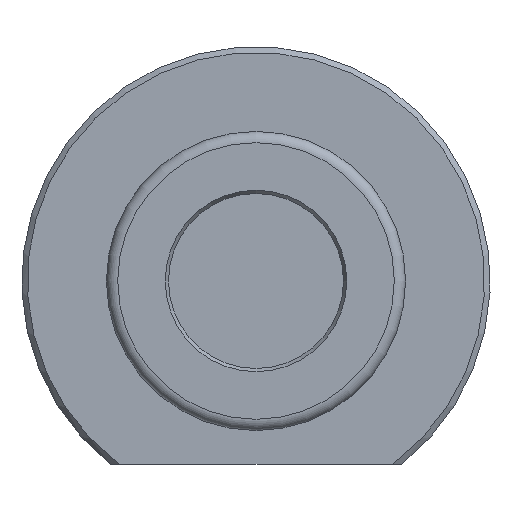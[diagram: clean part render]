
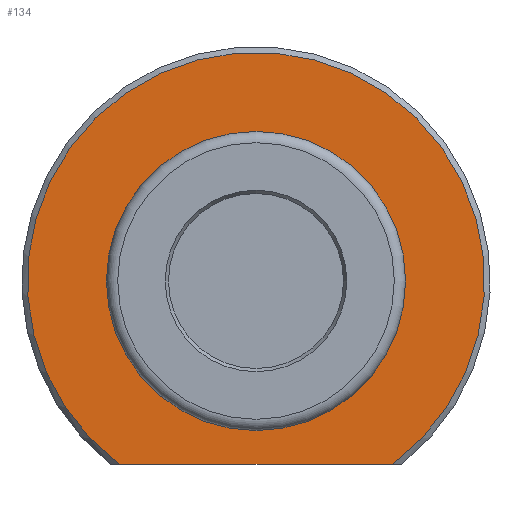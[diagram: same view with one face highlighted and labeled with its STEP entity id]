
A CAD part, left-side view. The second image highlights one B-rep face of the part: STEP entity #134.
In plain terms, the highlighted planar face has unit normal (-1, 0, 0).
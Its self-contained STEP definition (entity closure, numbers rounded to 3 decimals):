
#134 = ADVANCED_FACE( '', ( #364, #365 ), #366, .T. );
#364 = FACE_OUTER_BOUND( '', #720, .T. );
#365 = FACE_BOUND( '', #721, .T. );
#366 = PLANE( '', #722 );
#720 = EDGE_LOOP( '', ( #1079, #1080 ) );
#721 = EDGE_LOOP( '', ( #1081 ) );
#722 = AXIS2_PLACEMENT_3D( '', #1082, #1083, #1084 );
#1079 = ORIENTED_EDGE( '', *, *, #1952, .F. );
#1080 = ORIENTED_EDGE( '', *, *, #1953, .T. );
#1081 = ORIENTED_EDGE( '', *, *, #1954, .F. );
#1082 = CARTESIAN_POINT( '', ( -41.5, 0., 0. ) );
#1083 = DIRECTION( '', ( -1., 0., 0. ) );
#1084 = DIRECTION( '', ( 0., -1., 0. ) );
#1952 = EDGE_CURVE( '', #2298, #2299, #2300, .T. );
#1953 = EDGE_CURVE( '', #2298, #2299, #2301, .T. );
#1954 = EDGE_CURVE( '', #2302, #2302, #2303, .T. );
#2298 = VERTEX_POINT( '', #2801 );
#2299 = VERTEX_POINT( '', #2802 );
#2300 = LINE( '', #2803, #2804 );
#2301 = CIRCLE( '', #2805, 40.5 );
#2302 = VERTEX_POINT( '', #2806 );
#2303 = CIRCLE( '', #2807, 25. );
#2801 = CARTESIAN_POINT( '', ( -41.5, -24.166, -32.5 ) );
#2802 = CARTESIAN_POINT( '', ( -41.5, 24.166, -32.5 ) );
#2803 = CARTESIAN_POINT( '', ( -41.5, 0., -32.5 ) );
#2804 = VECTOR( '', #3742, 1000. );
#2805 = AXIS2_PLACEMENT_3D( '', #3743, #3744, #3745 );
#2806 = CARTESIAN_POINT( '', ( -41.5, 0., 25. ) );
#2807 = AXIS2_PLACEMENT_3D( '', #3746, #3747, #3748 );
#3742 = DIRECTION( '', ( 0., 1., 0. ) );
#3743 = CARTESIAN_POINT( '', ( -41.5, 0., 0. ) );
#3744 = DIRECTION( '', ( -1., 0., 0. ) );
#3745 = DIRECTION( '', ( 0., -1., 0. ) );
#3746 = CARTESIAN_POINT( '', ( -41.5, 0., 0. ) );
#3747 = DIRECTION( '', ( -1., 0., 0. ) );
#3748 = DIRECTION( '', ( 0., 0., 1. ) );
